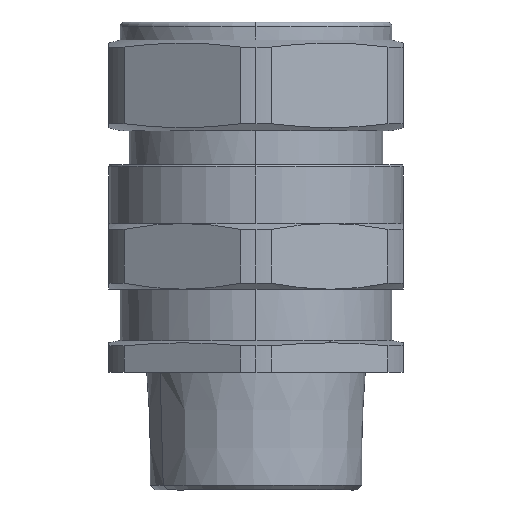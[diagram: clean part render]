
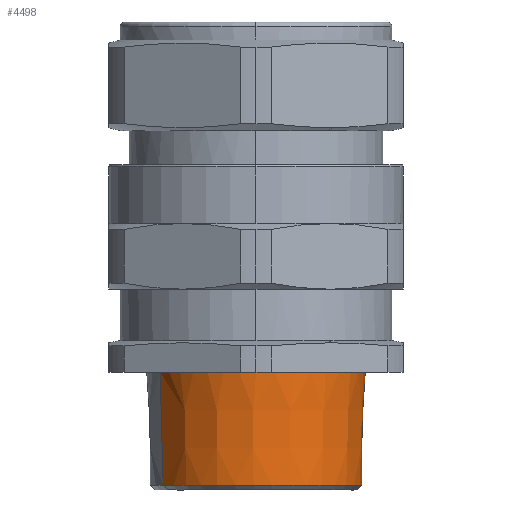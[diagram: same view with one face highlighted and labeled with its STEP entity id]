
A CAD part, front view. The second image highlights one B-rep face of the part: STEP entity #4498.
In plain terms, the highlighted conical face has half-angle 1.78 degrees and reference radius 23.322 mm.
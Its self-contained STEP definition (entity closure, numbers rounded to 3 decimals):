
#4263=AXIS2_PLACEMENT_3D('Circle Axis2P3D',#4261,#4262,$) ;
#4270=AXIS2_PLACEMENT_3D('Circle Axis2P3D',#4268,#4269,$) ;
#4470=AXIS2_PLACEMENT_3D('Cone Axis2P3D',#4467,#4468,#4469) ;
#4488=AXIS2_PLACEMENT_3D('Circle Axis2P3D',#4486,#4487,$) ;
#4256=CARTESIAN_POINT('Vertex',(11.324,24.181,26.)) ;
#4261=CARTESIAN_POINT('Axis2P3D Location',(32.5,35.75,26.)) ;
#4265=CARTESIAN_POINT('Vertex',(32.5,11.62,26.)) ;
#4268=CARTESIAN_POINT('Axis2P3D Location',(32.5,35.75,26.)) ;
#4272=CARTESIAN_POINT('Vertex',(53.676,47.319,26.)) ;
#4467=CARTESIAN_POINT('Axis2P3D Location',(32.5,35.75,0.)) ;
#4472=CARTESIAN_POINT('Line Origine',(53.322,47.125,13.)) ;
#4476=CARTESIAN_POINT('Vertex',(52.995,46.947,1.032)) ;
#4479=CARTESIAN_POINT('Line Origine',(11.678,24.375,13.)) ;
#4483=CARTESIAN_POINT('Vertex',(12.005,24.553,1.032)) ;
#4486=CARTESIAN_POINT('Axis2P3D Location',(32.5,35.75,1.032)) ;
#4262=DIRECTION('Axis2P3D Direction',(0.,0.,-1.)) ;
#4269=DIRECTION('Axis2P3D Direction',(0.,0.,-1.)) ;
#4468=DIRECTION('Axis2P3D Direction',(0.,0.,1.)) ;
#4469=DIRECTION('Axis2P3D XDirection',(0.878,0.479,0.)) ;
#4473=DIRECTION('Vector Direction',(0.027,0.015,1.)) ;
#4480=DIRECTION('Vector Direction',(-0.027,-0.015,1.)) ;
#4487=DIRECTION('Axis2P3D Direction',(0.,0.,1.)) ;
#4474=VECTOR('Line Direction',#4473,1.) ;
#4481=VECTOR('Line Direction',#4480,1.) ;
#4492=ORIENTED_EDGE('',*,*,#4478,.T.) ;
#4493=ORIENTED_EDGE('',*,*,#4274,.T.) ;
#4494=ORIENTED_EDGE('',*,*,#4267,.T.) ;
#4495=ORIENTED_EDGE('',*,*,#4485,.F.) ;
#4496=ORIENTED_EDGE('',*,*,#4490,.T.) ;
#4498=ADVANCED_FACE('PartBody',(#4497),#4471,.T.) ;
#4264=CIRCLE('generated circle',#4263,24.13) ;
#4271=CIRCLE('generated circle',#4270,24.13) ;
#4489=CIRCLE('generated circle',#4488,23.354) ;
#4471=CONICAL_SURFACE('Cone',#4470,23.322,0.031) ;
#4267=EDGE_CURVE('',#4266,#4257,#4264,.T.) ;
#4274=EDGE_CURVE('',#4273,#4266,#4271,.T.) ;
#4478=EDGE_CURVE('',#4477,#4273,#4475,.T.) ;
#4485=EDGE_CURVE('',#4484,#4257,#4482,.T.) ;
#4490=EDGE_CURVE('',#4484,#4477,#4489,.T.) ;
#4491=EDGE_LOOP('',(#4492,#4493,#4494,#4495,#4496)) ;
#4497=FACE_OUTER_BOUND('',#4491,.T.) ;
#4475=LINE('Line',#4472,#4474) ;
#4482=LINE('Line',#4479,#4481) ;
#4257=VERTEX_POINT('',#4256) ;
#4266=VERTEX_POINT('',#4265) ;
#4273=VERTEX_POINT('',#4272) ;
#4477=VERTEX_POINT('',#4476) ;
#4484=VERTEX_POINT('',#4483) ;
